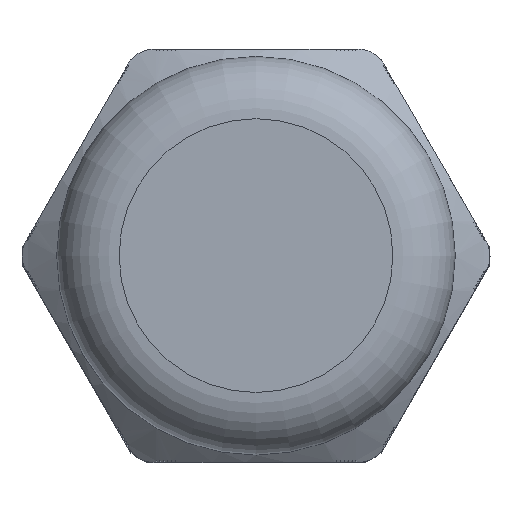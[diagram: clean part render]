
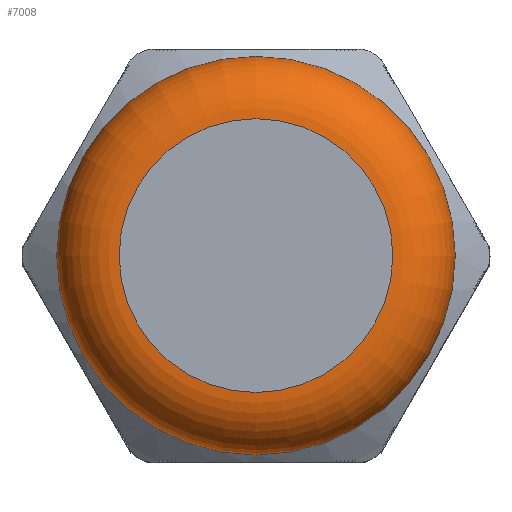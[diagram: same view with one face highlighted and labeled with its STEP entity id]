
A CAD part, top view. The second image highlights one B-rep face of the part: STEP entity #7008.
In plain terms, the highlighted toroidal (fillet/blend) face has major radius 17.55 mm and minor radius 8 mm.
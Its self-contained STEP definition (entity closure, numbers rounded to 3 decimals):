
#1853=CARTESIAN_POINT('',(8.775,-15.199,50.2));
#1854=VERTEX_POINT('',#1853);
#1855=CARTESIAN_POINT('',(0.,0.,50.2));
#1856=DIRECTION('',(0.,0.,-1.0));
#1857=DIRECTION('',(-0.5,0.866,0.));
#1858=AXIS2_PLACEMENT_3D('',#1855,#1856,#1857);
#1859=CIRCLE('',#1858,17.55);
#1860=EDGE_CURVE('',#1854,#1854,#1859,.T.);
#6989=CARTESIAN_POINT('',(0.,0.,42.2));
#6990=DIRECTION('',(0.,0.,-1.0));
#6991=DIRECTION('',(-0.5,0.866,0.));
#6992=AXIS2_PLACEMENT_3D('',#6989,#6990,#6991);
#6993=TOROIDAL_SURFACE('',#6992,17.55,8.0);
#6994=ORIENTED_EDGE('',*,*,#1860,.T.);
#6995=EDGE_LOOP('',(#6994));
#6996=FACE_OUTER_BOUND('',#6995,.T.);
#6997=CARTESIAN_POINT('',(12.775,-22.127,42.2));
#6998=VERTEX_POINT('',#6997);
#6999=CARTESIAN_POINT('',(0.,0.,42.2));
#7000=DIRECTION('',(0.,0.,1.0));
#7001=DIRECTION('',(-0.5,0.866,0.));
#7002=AXIS2_PLACEMENT_3D('',#6999,#7000,#7001);
#7003=CIRCLE('',#7002,25.55);
#7004=EDGE_CURVE('',#6998,#6998,#7003,.T.);
#7005=ORIENTED_EDGE('',*,*,#7004,.T.);
#7006=EDGE_LOOP('',(#7005));
#7007=FACE_BOUND('',#7006,.T.);
#7008=ADVANCED_FACE('',(#6996,#7007),#6993,.T.);
